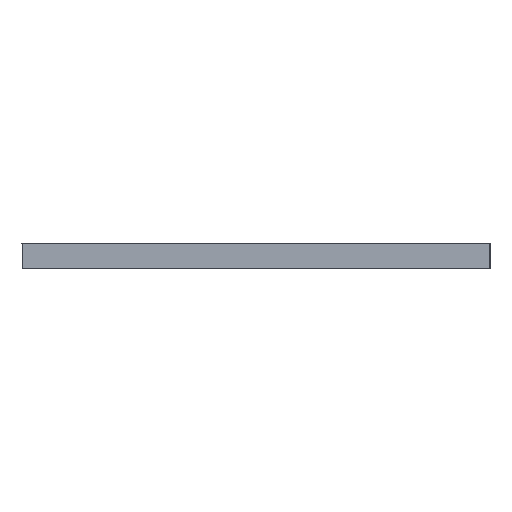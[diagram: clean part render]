
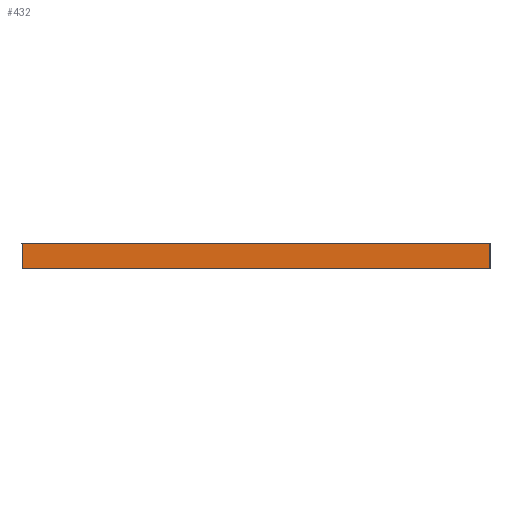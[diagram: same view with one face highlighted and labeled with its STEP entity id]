
A CAD part, left-side view. The second image highlights one B-rep face of the part: STEP entity #432.
In plain terms, the highlighted planar face has unit normal (-1, 0, 0).
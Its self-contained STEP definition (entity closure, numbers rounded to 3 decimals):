
#1 = ORIENTED_EDGE ( 'NONE', *, *, #860, .F. ) ;
#28 = ORIENTED_EDGE ( 'NONE', *, *, #360, .T. ) ;
#38 = LINE ( 'NONE', #699, #556 ) ;
#66 = CARTESIAN_POINT ( 'NONE',  ( 658.956, 1034.893, 853.364 ) ) ;
#79 = CARTESIAN_POINT ( 'NONE',  ( 658.956, 1040.313, 854.764 ) ) ;
#110 = ORIENTED_EDGE ( 'NONE', *, *, #755, .F. ) ;
#159 = CARTESIAN_POINT ( 'NONE',  ( 658.956, 1014.621, 979.792 ) ) ;
#164 = LINE ( 'NONE', #818, #831 ) ;
#217 = VECTOR ( 'NONE', #789, 1000. ) ;
#226 = EDGE_CURVE ( 'NONE', #483, #714, #722, .T. ) ;
#308 = CARTESIAN_POINT ( 'NONE',  ( 658.956, 1014.621, 853.364 ) ) ;
#316 = CARTESIAN_POINT ( 'NONE',  ( 658.956, 1014.621, 854.764 ) ) ;
#323 = VERTEX_POINT ( 'NONE', #79 ) ;
#360 = EDGE_CURVE ( 'NONE', #464, #323, #820, .T. ) ;
#404 = EDGE_LOOP ( 'NONE', ( #28, #1, #618, #110 ) ) ;
#432 = ADVANCED_FACE ( 'NONE', ( #523 ), #817, .T. ) ;
#462 = DIRECTION ( 'NONE',  ( 0., -1., 0. ) ) ;
#464 = VERTEX_POINT ( 'NONE', #821 ) ;
#483 = VERTEX_POINT ( 'NONE', #308 ) ;
#523 = FACE_OUTER_BOUND ( 'NONE', #404, .T. ) ;
#556 = VECTOR ( 'NONE', #622, 1000. ) ;
#603 = CARTESIAN_POINT ( 'NONE',  ( 658.956, 1040.313, 853.364 ) ) ;
#618 = ORIENTED_EDGE ( 'NONE', *, *, #226, .F. ) ;
#622 = DIRECTION ( 'NONE',  ( 0., 0., 1. ) ) ;
#699 = CARTESIAN_POINT ( 'NONE',  ( 658.956, 1040.313, 726.027 ) ) ;
#714 = VERTEX_POINT ( 'NONE', #603 ) ;
#722 = LINE ( 'NONE', #66, #217 ) ;
#748 = DIRECTION ( 'NONE',  ( 0., 0., -1. ) ) ;
#755 = EDGE_CURVE ( 'NONE', #464, #483, #164, .T. ) ;
#789 = DIRECTION ( 'NONE',  ( 0., 1., 0. ) ) ;
#817 = PLANE ( 'NONE',  #902 ) ;
#818 = CARTESIAN_POINT ( 'NONE',  ( 658.956, 1014.621, 979.792 ) ) ;
#820 = LINE ( 'NONE', #316, #901 ) ;
#821 = CARTESIAN_POINT ( 'NONE',  ( 658.956, 1014.621, 854.764 ) ) ;
#826 = DIRECTION ( 'NONE',  ( -1., 0., 0. ) ) ;
#831 = VECTOR ( 'NONE', #748, 1000. ) ;
#860 = EDGE_CURVE ( 'NONE', #714, #323, #38, .T. ) ;
#901 = VECTOR ( 'NONE', #908, 1000. ) ;
#902 = AXIS2_PLACEMENT_3D ( 'NONE', #159, #826, #462 ) ;
#908 = DIRECTION ( 'NONE',  ( 0., 1., 0. ) ) ;
